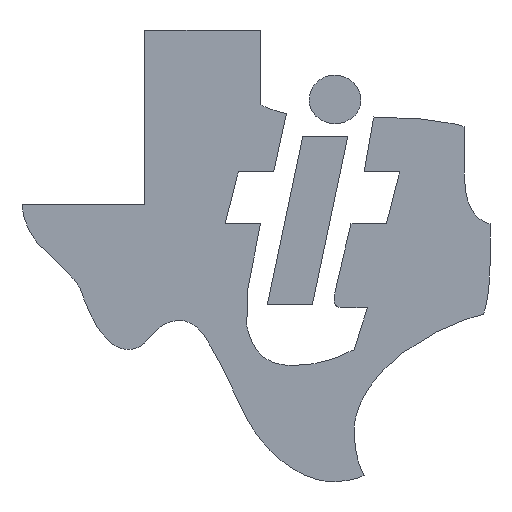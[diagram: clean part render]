
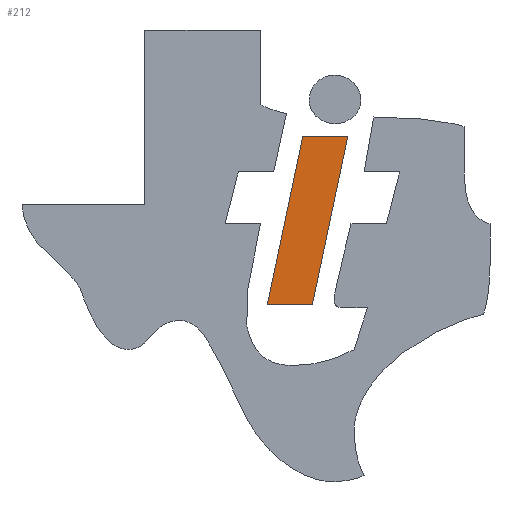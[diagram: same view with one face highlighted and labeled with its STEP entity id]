
A CAD part, top view. The second image highlights one B-rep face of the part: STEP entity #212.
In plain terms, the highlighted planar face has unit normal (0, 0, 1).
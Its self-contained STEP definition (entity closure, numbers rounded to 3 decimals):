
#40=FACE_OUTER_BOUND('',#43,.T.);
#43=EDGE_LOOP('',(#166,#167,#168,#169));
#46=LINE('',#266,#63);
#47=LINE('',#268,#64);
#48=LINE('',#270,#65);
#49=LINE('',#271,#66);
#63=VECTOR('',#241,10.);
#64=VECTOR('',#242,10.);
#65=VECTOR('',#243,10.);
#66=VECTOR('',#244,10.);
#80=VERTEX_POINT('',#264);
#81=VERTEX_POINT('',#265);
#82=VERTEX_POINT('',#267);
#83=VERTEX_POINT('',#269);
#123=EDGE_CURVE('',#80,#81,#46,.T.);
#124=EDGE_CURVE('',#82,#80,#47,.T.);
#125=EDGE_CURVE('',#83,#82,#48,.T.);
#126=EDGE_CURVE('',#81,#83,#49,.T.);
#166=ORIENTED_EDGE('',*,*,#123,.F.);
#167=ORIENTED_EDGE('',*,*,#124,.F.);
#168=ORIENTED_EDGE('',*,*,#125,.F.);
#169=ORIENTED_EDGE('',*,*,#126,.F.);
#209=PLANE('',#234);
#212=ADVANCED_FACE('',(#40),#209,.T.);
#234=AXIS2_PLACEMENT_3D('',#263,#239,#240);
#239=DIRECTION('center_axis',(0.,0.,1.));
#240=DIRECTION('ref_axis',(1.,0.,0.));
#241=DIRECTION('',(-1.,0.,0.));
#242=DIRECTION('',(-0.206,-0.978,0.));
#243=DIRECTION('',(1.,0.,0.));
#244=DIRECTION('',(0.206,0.978,0.));
#263=CARTESIAN_POINT('Origin',(4.597,3.181,0.));
#264=CARTESIAN_POINT('',(5.024,-4.331,0.));
#265=CARTESIAN_POINT('',(1.001,-4.331,0.));
#266=CARTESIAN_POINT('',(5.024,-4.331,0.));
#267=CARTESIAN_POINT('',(8.192,10.692,0.));
#268=CARTESIAN_POINT('',(8.192,10.692,0.));
#269=CARTESIAN_POINT('',(4.17,10.692,0.));
#270=CARTESIAN_POINT('',(4.17,10.692,0.));
#271=CARTESIAN_POINT('',(1.001,-4.331,0.));
